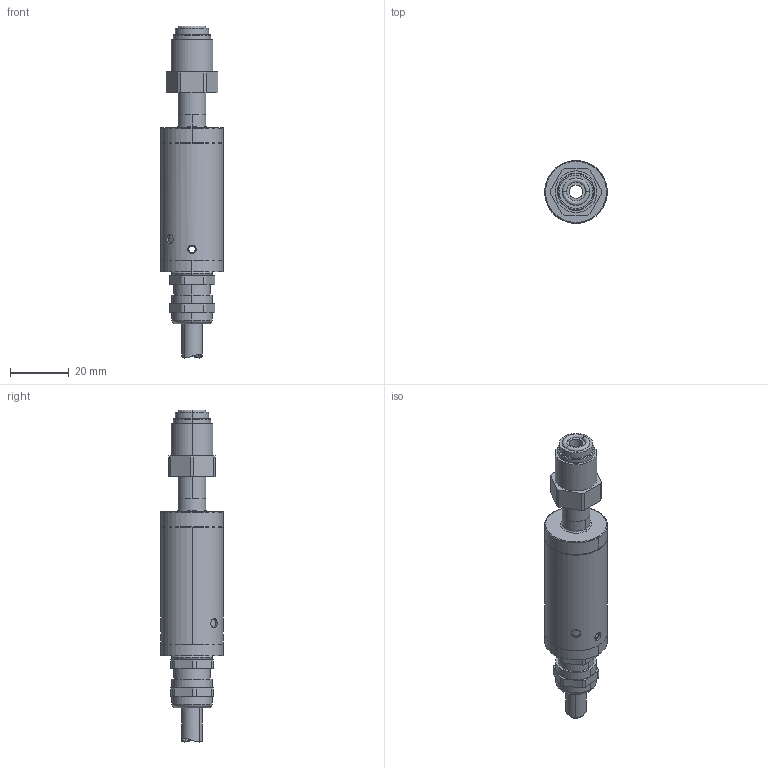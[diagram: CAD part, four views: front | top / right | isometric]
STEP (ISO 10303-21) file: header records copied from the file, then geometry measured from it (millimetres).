
FILE_DESCRIPTION (( 'STEP AP203' ), '1' );
FILE_NAME ('GFDxxxxPSM.STEP', '2014-10-02T16:51:33', ( 'mrutkowski' ), ( 'Hewlett-Packard Company' ), 'SwSTEP 2.0', 'SolidWorks 2012', '' );
FILE_SCHEMA (( 'CONFIG_CONTROL_DESIGN' ));
Length unit declared in the file: inch
Products named in the file (1): GFDxxxxPSM
Bounding box: 21.34 x 21.34 x 113.29 mm (x, y, z)
Surface area: 11133.2 mm2 (no closed solid volume)
Topology: 0 solids, 13 shells, 135 faces, 370 edges, 251 vertices
Faces by surface type: cylinder 66, plane 41, cone 10, bspline 10, torus 8
Entity records: 5439 total; most frequent: CARTESIAN_POINT 1958, DIRECTION 735, ORIENTED_EDGE 641, EDGE_CURVE 370, AXIS2_PLACEMENT_3D 286, VERTEX_POINT 251, LINE 163, VECTOR 163
